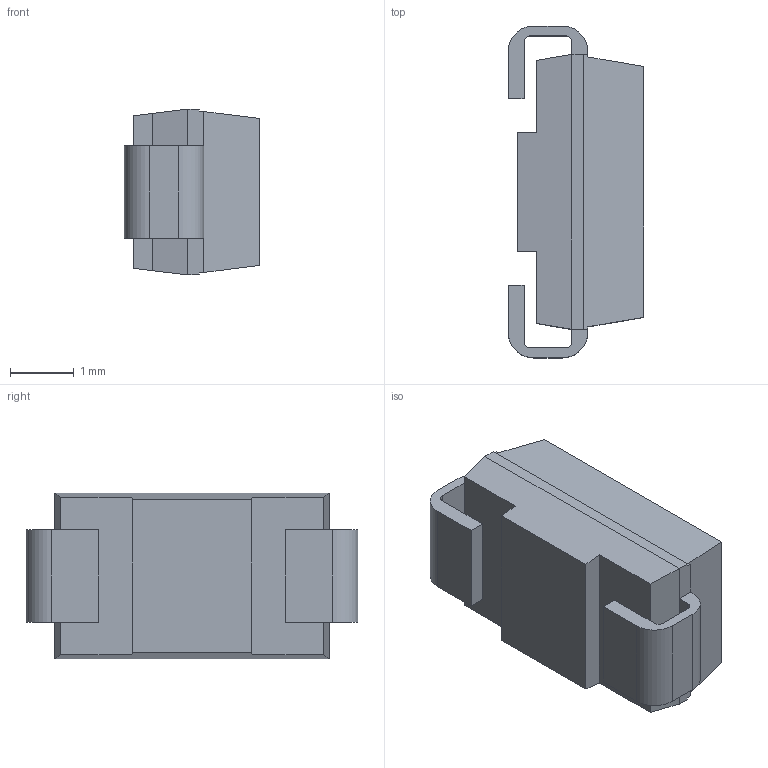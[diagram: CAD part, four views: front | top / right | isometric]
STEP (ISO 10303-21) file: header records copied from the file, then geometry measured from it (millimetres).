
FILE_DESCRIPTION((''),'2;1');
FILE_NAME('TISP4XXXM3AJ','2012-08-31T',('ryans'),('Bourns, Inc.'),'PRO/ENGINEER BY PARAMETRIC TECHNOLOGY CORPORATION, 2010100','PRO/ENGINEER BY PARAMETRIC TECHNOLOGY CORPORATION, 2010100','');
FILE_SCHEMA(('CONFIG_CONTROL_DESIGN'));
Length unit declared in the file: millimetre
Products named in the file (1): TISP4XXXM3AJ
Bounding box: 2.13 x 5.21 x 2.6 mm (x, y, z)
Volume: 20 mm3; surface area: 59.5 mm2
Topology: 1 solids, 1 shells, 50 faces, 136 edges, 88 vertices
Faces by surface type: plane 41, cylinder 9
Entity records: 1592 total; most frequent: CARTESIAN_POINT 278, ORIENTED_EDGE 272, DIRECTION 252, EDGE_CURVE 136, VECTOR 116, LINE 116, VERTEX_POINT 88, AXIS2_PLACEMENT_3D 68
